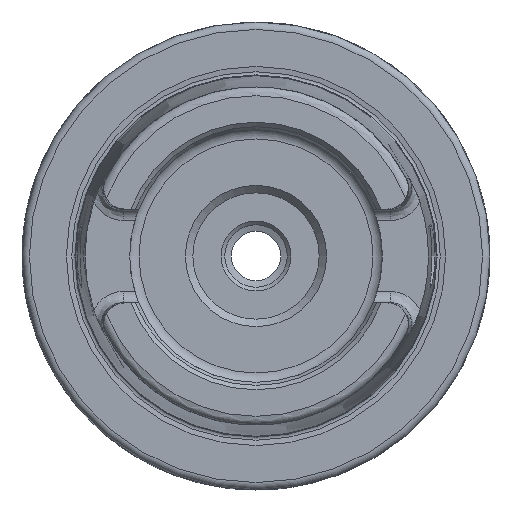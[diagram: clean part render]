
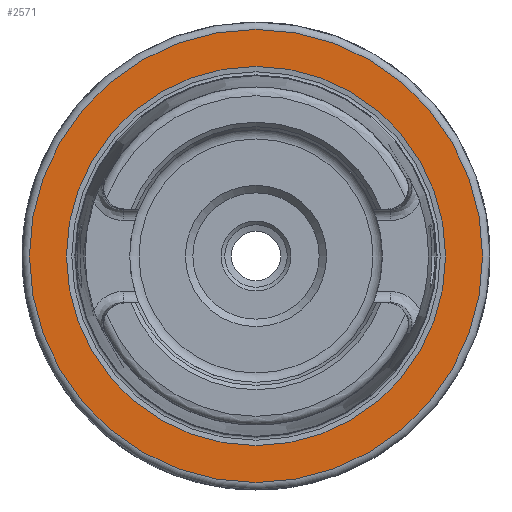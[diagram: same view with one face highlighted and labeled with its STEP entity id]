
A CAD part, left-side view. The second image highlights one B-rep face of the part: STEP entity #2571.
In plain terms, the highlighted planar face has unit normal (-1, 0, 0).
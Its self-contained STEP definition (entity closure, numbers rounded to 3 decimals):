
#154=PLANE('',#2870);
#289=FACE_OUTER_BOUND('',#608,.T.);
#444=CIRCLE('',#2868,25.521);
#445=CIRCLE('',#2869,25.521);
#446=CIRCLE('',#2871,30.5);
#447=CIRCLE('',#2872,30.5);
#461=FACE_BOUND('',#609,.T.);
#608=EDGE_LOOP('',(#2403,#2404));
#609=EDGE_LOOP('',(#2405,#2406));
#1204=VERTEX_POINT('',#6103);
#1205=VERTEX_POINT('',#6105);
#1206=VERTEX_POINT('',#6109);
#1207=VERTEX_POINT('',#6110);
#1605=EDGE_CURVE('',#1205,#1204,#444,.T.);
#1606=EDGE_CURVE('',#1204,#1205,#445,.T.);
#1607=EDGE_CURVE('',#1206,#1207,#446,.T.);
#1608=EDGE_CURVE('',#1207,#1206,#447,.T.);
#2403=ORIENTED_EDGE('',*,*,#1607,.F.);
#2404=ORIENTED_EDGE('',*,*,#1608,.F.);
#2405=ORIENTED_EDGE('',*,*,#1605,.T.);
#2406=ORIENTED_EDGE('',*,*,#1606,.T.);
#2571=ADVANCED_FACE('',(#289,#461),#154,.T.);
#2868=AXIS2_PLACEMENT_3D('',#6106,#3532,#3533);
#2869=AXIS2_PLACEMENT_3D('',#6107,#3534,#3535);
#2870=AXIS2_PLACEMENT_3D('',#6108,#3536,#3537);
#2871=AXIS2_PLACEMENT_3D('',#6111,#3538,#3539);
#2872=AXIS2_PLACEMENT_3D('',#6112,#3540,#3541);
#3532=DIRECTION('center_axis',(1.,0.,0.));
#3533=DIRECTION('ref_axis',(0.,0.,-1.));
#3534=DIRECTION('center_axis',(1.,0.,0.));
#3535=DIRECTION('ref_axis',(0.,0.,-1.));
#3536=DIRECTION('center_axis',(-1.,0.,0.));
#3537=DIRECTION('ref_axis',(0.,0.,1.));
#3538=DIRECTION('center_axis',(1.,0.,0.));
#3539=DIRECTION('ref_axis',(0.,0.,-1.));
#3540=DIRECTION('center_axis',(1.,0.,0.));
#3541=DIRECTION('ref_axis',(0.,0.,-1.));
#6103=CARTESIAN_POINT('',(0.,-25.521,0.));
#6105=CARTESIAN_POINT('',(0.,25.521,0.));
#6106=CARTESIAN_POINT('Origin',(0.,0.,
0.));
#6107=CARTESIAN_POINT('Origin',(0.,0.,
0.));
#6108=CARTESIAN_POINT('Origin',(0.,30.5,0.));
#6109=CARTESIAN_POINT('',(0.,30.5,0.));
#6110=CARTESIAN_POINT('',(0.,0.,30.5));
#6111=CARTESIAN_POINT('Origin',(0.,0.,
0.));
#6112=CARTESIAN_POINT('Origin',(0.,0.,
0.));
